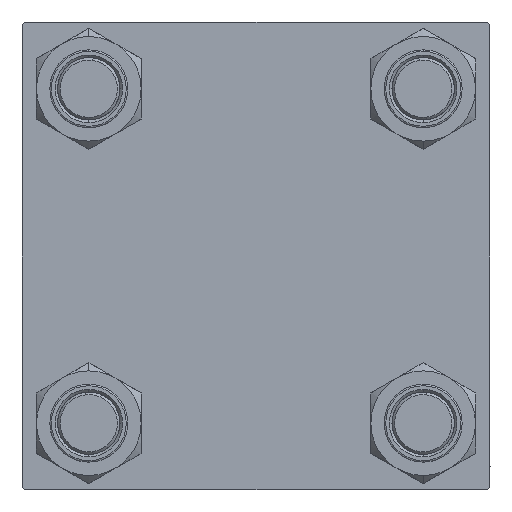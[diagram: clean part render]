
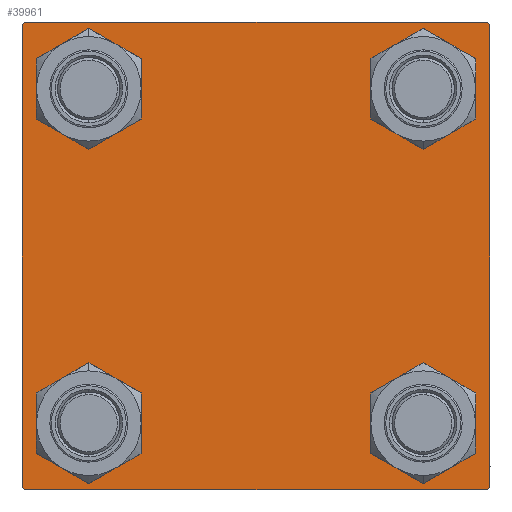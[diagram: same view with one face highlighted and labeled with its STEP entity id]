
A CAD part, left-side view. The second image highlights one B-rep face of the part: STEP entity #39961.
In plain terms, the highlighted planar face has unit normal (-1, 0, 0).
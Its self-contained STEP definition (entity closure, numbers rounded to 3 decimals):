
#274 = DIRECTION ( 'NONE',  ( 1., 0., 0. ) ) ;
#1376 = CARTESIAN_POINT ( 'NONE',  ( 0., -32.15, 38.65 ) ) ;
#2118 = VERTEX_POINT ( 'NONE', #50564 ) ;
#2131 = LINE ( 'NONE', #30759, #16273 ) ;
#2845 = DIRECTION ( 'NONE',  ( 1., 0., 0. ) ) ;
#3015 = ORIENTED_EDGE ( 'NONE', *, *, #8197, .T. ) ;
#3276 = AXIS2_PLACEMENT_3D ( 'NONE', #9028, #30015, #12952 ) ;
#3727 = VECTOR ( 'NONE', #41817, 1000. ) ;
#3834 = CIRCLE ( 'NONE', #14757, 6.5 ) ;
#4622 = ORIENTED_EDGE ( 'NONE', *, *, #16809, .T. ) ;
#4959 = ORIENTED_EDGE ( 'NONE', *, *, #41995, .T. ) ;
#5021 = DIRECTION ( 'NONE',  ( 0., 0.707, 0.707 ) ) ;
#5206 = CARTESIAN_POINT ( 'NONE',  ( 0., 45., 45. ) ) ;
#5472 = DIRECTION ( 'NONE',  ( 0., -1., 0. ) ) ;
#6193 = PLANE ( 'NONE',  #41711 ) ;
#6254 = CARTESIAN_POINT ( 'NONE',  ( 0., -32.15, -25.65 ) ) ;
#6462 = FACE_BOUND ( 'NONE', #11107, .T. ) ;
#6726 = FACE_BOUND ( 'NONE', #43086, .T. ) ;
#7621 = CARTESIAN_POINT ( 'NONE',  ( 0., -45., 44.5 ) ) ;
#7643 = ORIENTED_EDGE ( 'NONE', *, *, #7706, .T. ) ;
#7706 = EDGE_CURVE ( 'NONE', #30257, #2118, #11924, .T. ) ;
#7874 = EDGE_CURVE ( 'NONE', #42451, #34219, #21878, .T. ) ;
#7994 = CARTESIAN_POINT ( 'NONE',  ( 0., 45., 45. ) ) ;
#8118 = VERTEX_POINT ( 'NONE', #21286 ) ;
#8197 = EDGE_CURVE ( 'NONE', #43472, #16461, #2131, .T. ) ;
#8925 = DIRECTION ( 'NONE',  ( 0., 0., 1. ) ) ;
#9028 = CARTESIAN_POINT ( 'NONE',  ( 0., 32.15, -32.15 ) ) ;
#9847 = ORIENTED_EDGE ( 'NONE', *, *, #45851, .T. ) ;
#9945 = AXIS2_PLACEMENT_3D ( 'NONE', #38809, #2845, #50845 ) ;
#10263 = CARTESIAN_POINT ( 'NONE',  ( 0., 32.15, 32.15 ) ) ;
#10564 = DIRECTION ( 'NONE',  ( 0., 0.707, -0.707 ) ) ;
#11107 = EDGE_LOOP ( 'NONE', ( #9847, #40191 ) ) ;
#11605 = EDGE_CURVE ( 'NONE', #42451, #42644, #36549, .T. ) ;
#11924 = LINE ( 'NONE', #7994, #38099 ) ;
#11933 = CIRCLE ( 'NONE', #33712, 6.5 ) ;
#11987 = DIRECTION ( 'NONE',  ( 0., 0., 1. ) ) ;
#12952 = DIRECTION ( 'NONE',  ( 0., 0., 1. ) ) ;
#13839 = ORIENTED_EDGE ( 'NONE', *, *, #7874, .F. ) ;
#13852 = ORIENTED_EDGE ( 'NONE', *, *, #35136, .T. ) ;
#14757 = AXIS2_PLACEMENT_3D ( 'NONE', #48013, #44355, #32566 ) ;
#16273 = VECTOR ( 'NONE', #42280, 1000. ) ;
#16461 = VERTEX_POINT ( 'NONE', #40312 ) ;
#16533 = VECTOR ( 'NONE', #46383, 1000. ) ;
#16562 = AXIS2_PLACEMENT_3D ( 'NONE', #44089, #274, #8925 ) ;
#16781 = VECTOR ( 'NONE', #10564, 1000. ) ;
#16809 = EDGE_CURVE ( 'NONE', #16461, #34219, #38914, .T. ) ;
#17738 = ORIENTED_EDGE ( 'NONE', *, *, #41853, .F. ) ;
#18153 = VECTOR ( 'NONE', #42588, 1000. ) ;
#18206 = VERTEX_POINT ( 'NONE', #6254 ) ;
#18339 = CIRCLE ( 'NONE', #3276, 6.5 ) ;
#18536 = DIRECTION ( 'NONE',  ( 0., 0., 1. ) ) ;
#20520 = CARTESIAN_POINT ( 'NONE',  ( 0., -44.75, 44.75 ) ) ;
#20547 = EDGE_CURVE ( 'NONE', #22481, #34887, #39220, .T. ) ;
#21159 = ORIENTED_EDGE ( 'NONE', *, *, #22810, .T. ) ;
#21286 = CARTESIAN_POINT ( 'NONE',  ( 0., 32.15, -38.65 ) ) ;
#21391 = CARTESIAN_POINT ( 'NONE',  ( 0., 44.5, 45. ) ) ;
#21878 = LINE ( 'NONE', #41297, #3727 ) ;
#22082 = EDGE_CURVE ( 'NONE', #48999, #44700, #51828, .T. ) ;
#22481 = VERTEX_POINT ( 'NONE', #27049 ) ;
#22729 = DIRECTION ( 'NONE',  ( -1., 0., 0. ) ) ;
#22810 = EDGE_CURVE ( 'NONE', #28062, #18206, #29539, .T. ) ;
#22984 = FACE_BOUND ( 'NONE', #47380, .T. ) ;
#23265 = EDGE_CURVE ( 'NONE', #44700, #48999, #11933, .T. ) ;
#25075 = EDGE_LOOP ( 'NONE', ( #7643, #40965, #3015, #4622, #13839, #30589, #17738, #30329 ) ) ;
#26550 = DIRECTION ( 'NONE',  ( 1., 0., 0. ) ) ;
#27049 = CARTESIAN_POINT ( 'NONE',  ( 0., -32.15, 25.65 ) ) ;
#28062 = VERTEX_POINT ( 'NONE', #46791 ) ;
#28415 = AXIS2_PLACEMENT_3D ( 'NONE', #41284, #37103, #37623 ) ;
#29192 = DIRECTION ( 'NONE',  ( 0., 0., 1. ) ) ;
#29539 = CIRCLE ( 'NONE', #47096, 6.5 ) ;
#30015 = DIRECTION ( 'NONE',  ( 1., 0., 0. ) ) ;
#30257 = VERTEX_POINT ( 'NONE', #41967 ) ;
#30329 = ORIENTED_EDGE ( 'NONE', *, *, #49033, .T. ) ;
#30589 = ORIENTED_EDGE ( 'NONE', *, *, #11605, .T. ) ;
#30759 = CARTESIAN_POINT ( 'NONE',  ( 0., 45., -45. ) ) ;
#30785 = CARTESIAN_POINT ( 'NONE',  ( 0., 32.15, 38.65 ) ) ;
#30797 = CARTESIAN_POINT ( 'NONE',  ( 0., -44.75, -44.75 ) ) ;
#30927 = ORIENTED_EDGE ( 'NONE', *, *, #20547, .T. ) ;
#31793 = CIRCLE ( 'NONE', #49318, 6.5 ) ;
#31953 = DIRECTION ( 'NONE',  ( 1., 0., 0. ) ) ;
#32566 = DIRECTION ( 'NONE',  ( 0., 0., 1. ) ) ;
#33664 = CARTESIAN_POINT ( 'NONE',  ( 0., 32.15, -25.65 ) ) ;
#33712 = AXIS2_PLACEMENT_3D ( 'NONE', #10263, #26550, #34429 ) ;
#34082 = LINE ( 'NONE', #51085, #16533 ) ;
#34219 = VERTEX_POINT ( 'NONE', #50146 ) ;
#34429 = DIRECTION ( 'NONE',  ( 0., 0., 1. ) ) ;
#34887 = VERTEX_POINT ( 'NONE', #1376 ) ;
#35136 = EDGE_CURVE ( 'NONE', #18206, #28062, #3834, .T. ) ;
#36299 = DIRECTION ( 'NONE',  ( 1., 0., 0. ) ) ;
#36549 = LINE ( 'NONE', #20520, #49889 ) ;
#37103 = DIRECTION ( 'NONE',  ( 1., 0., 0. ) ) ;
#37623 = DIRECTION ( 'NONE',  ( 0., 0., 1. ) ) ;
#38099 = VECTOR ( 'NONE', #44451, 1000. ) ;
#38120 = CARTESIAN_POINT ( 'NONE',  ( 0., 44.75, 44.75 ) ) ;
#38346 = VERTEX_POINT ( 'NONE', #33664 ) ;
#38678 = EDGE_CURVE ( 'NONE', #2118, #43472, #34082, .T. ) ;
#38809 = CARTESIAN_POINT ( 'NONE',  ( 0., -32.15, 32.15 ) ) ;
#38914 = LINE ( 'NONE', #30797, #18153 ) ;
#39220 = CIRCLE ( 'NONE', #16562, 6.5 ) ;
#39330 = CARTESIAN_POINT ( 'NONE',  ( 0., -44.5, 45. ) ) ;
#39961 = ADVANCED_FACE ( 'NONE', ( #22984, #42678, #6462, #6726, #46332 ), #6193, .T. ) ;
#40191 = ORIENTED_EDGE ( 'NONE', *, *, #43343, .T. ) ;
#40312 = CARTESIAN_POINT ( 'NONE',  ( 0., -44.5, -45. ) ) ;
#40479 = CARTESIAN_POINT ( 'NONE',  ( 0., 32.15, -32.15 ) ) ;
#40965 = ORIENTED_EDGE ( 'NONE', *, *, #38678, .T. ) ;
#41284 = CARTESIAN_POINT ( 'NONE',  ( 0., 32.15, 32.15 ) ) ;
#41297 = CARTESIAN_POINT ( 'NONE',  ( 0., -45., 45. ) ) ;
#41711 = AXIS2_PLACEMENT_3D ( 'NONE', #47093, #22729, #18536 ) ;
#41781 = LINE ( 'NONE', #38120, #16781 ) ;
#41783 = VECTOR ( 'NONE', #5472, 1000. ) ;
#41817 = DIRECTION ( 'NONE',  ( 0., 0., -1. ) ) ;
#41853 = EDGE_CURVE ( 'NONE', #49854, #42644, #45349, .T. ) ;
#41967 = CARTESIAN_POINT ( 'NONE',  ( 0., 45., 44.5 ) ) ;
#41995 = EDGE_CURVE ( 'NONE', #34887, #22481, #49285, .T. ) ;
#42280 = DIRECTION ( 'NONE',  ( 0., -1., 0. ) ) ;
#42451 = VERTEX_POINT ( 'NONE', #7621 ) ;
#42588 = DIRECTION ( 'NONE',  ( 0., -0.707, 0.707 ) ) ;
#42644 = VERTEX_POINT ( 'NONE', #39330 ) ;
#42678 = FACE_BOUND ( 'NONE', #46782, .T. ) ;
#42964 = CARTESIAN_POINT ( 'NONE',  ( 0., 32.15, 25.65 ) ) ;
#43086 = EDGE_LOOP ( 'NONE', ( #51847, #48949 ) ) ;
#43343 = EDGE_CURVE ( 'NONE', #8118, #38346, #31793, .T. ) ;
#43472 = VERTEX_POINT ( 'NONE', #49359 ) ;
#44089 = CARTESIAN_POINT ( 'NONE',  ( 0., -32.15, 32.15 ) ) ;
#44355 = DIRECTION ( 'NONE',  ( 1., 0., 0. ) ) ;
#44451 = DIRECTION ( 'NONE',  ( 0., 0., -1. ) ) ;
#44700 = VERTEX_POINT ( 'NONE', #42964 ) ;
#45349 = LINE ( 'NONE', #5206, #41783 ) ;
#45851 = EDGE_CURVE ( 'NONE', #38346, #8118, #18339, .T. ) ;
#46332 = FACE_OUTER_BOUND ( 'NONE', #25075, .T. ) ;
#46383 = DIRECTION ( 'NONE',  ( 0., -0.707, -0.707 ) ) ;
#46782 = EDGE_LOOP ( 'NONE', ( #13852, #21159 ) ) ;
#46791 = CARTESIAN_POINT ( 'NONE',  ( 0., -32.15, -38.65 ) ) ;
#47093 = CARTESIAN_POINT ( 'NONE',  ( 0., 0., 0. ) ) ;
#47096 = AXIS2_PLACEMENT_3D ( 'NONE', #51853, #31953, #11987 ) ;
#47380 = EDGE_LOOP ( 'NONE', ( #4959, #30927 ) ) ;
#48013 = CARTESIAN_POINT ( 'NONE',  ( 0., -32.15, -32.15 ) ) ;
#48949 = ORIENTED_EDGE ( 'NONE', *, *, #23265, .T. ) ;
#48999 = VERTEX_POINT ( 'NONE', #30785 ) ;
#49033 = EDGE_CURVE ( 'NONE', #49854, #30257, #41781, .T. ) ;
#49285 = CIRCLE ( 'NONE', #9945, 6.5 ) ;
#49318 = AXIS2_PLACEMENT_3D ( 'NONE', #40479, #36299, #29192 ) ;
#49359 = CARTESIAN_POINT ( 'NONE',  ( 0., 44.5, -45. ) ) ;
#49854 = VERTEX_POINT ( 'NONE', #21391 ) ;
#49889 = VECTOR ( 'NONE', #5021, 1000. ) ;
#50146 = CARTESIAN_POINT ( 'NONE',  ( 0., -45., -44.5 ) ) ;
#50564 = CARTESIAN_POINT ( 'NONE',  ( 0., 45., -44.5 ) ) ;
#50845 = DIRECTION ( 'NONE',  ( 0., 0., 1. ) ) ;
#51085 = CARTESIAN_POINT ( 'NONE',  ( 0., 44.75, -44.75 ) ) ;
#51828 = CIRCLE ( 'NONE', #28415, 6.5 ) ;
#51847 = ORIENTED_EDGE ( 'NONE', *, *, #22082, .T. ) ;
#51853 = CARTESIAN_POINT ( 'NONE',  ( 0., -32.15, -32.15 ) ) ;
